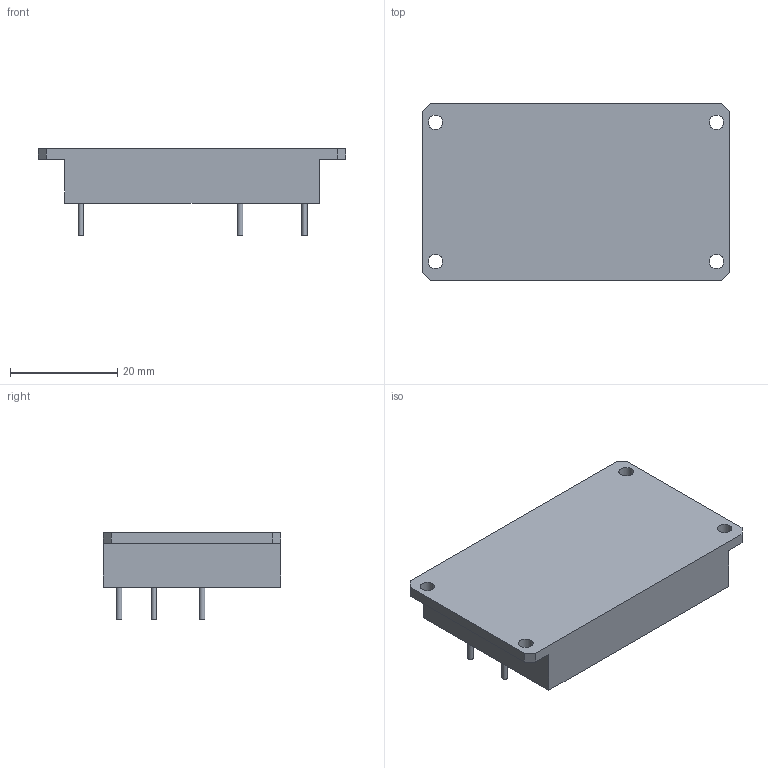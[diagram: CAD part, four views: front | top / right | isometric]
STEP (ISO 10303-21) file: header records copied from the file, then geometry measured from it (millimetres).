
FILE_DESCRIPTION(('STEP AP214'), '1');
FILE_NAME('Ôèëüòð ïîìåõîïîäàâëÿþùèé ÌÐÌ3-Ä10ÄÌÓ _ ÁÊßÞ.468829.005 ÒÓ', '', ('UNSPECIFIED'), ('UNSPECIFIED'), 'ASCON STEP Converter 1.6', 'ASCON Math Kernel', '');
FILE_SCHEMA(('AUTOMOTIVE_DESIGN { 1 0 10303 214 3 1 1}'));
Length unit declared in the file: millimetre
Products named in the file (1): 購葠.468829.005
Bounding box: 57.5 x 33.21 x 16.2 mm (x, y, z)
Volume: 16720.5 mm3; surface area: 6069.5 mm2
Topology: 7 solids, 7 shells, 669 faces, 1950 edges, 1300 vertices
Faces by surface type: cylinder 422, plane 247
Full cylindrical faces by diameter (mm): 1 x6, 2.7 x4
Entity records: 27934 total; most frequent: DIRECTION 4124, CARTESIAN_POINT 3910, ORIENTED_EDGE 3880, EDGE_CURVE 1940, AXIS2_PLACEMENT_3D 1514, VERTEX_POINT 1300, LINE 1096, VECTOR 1096
